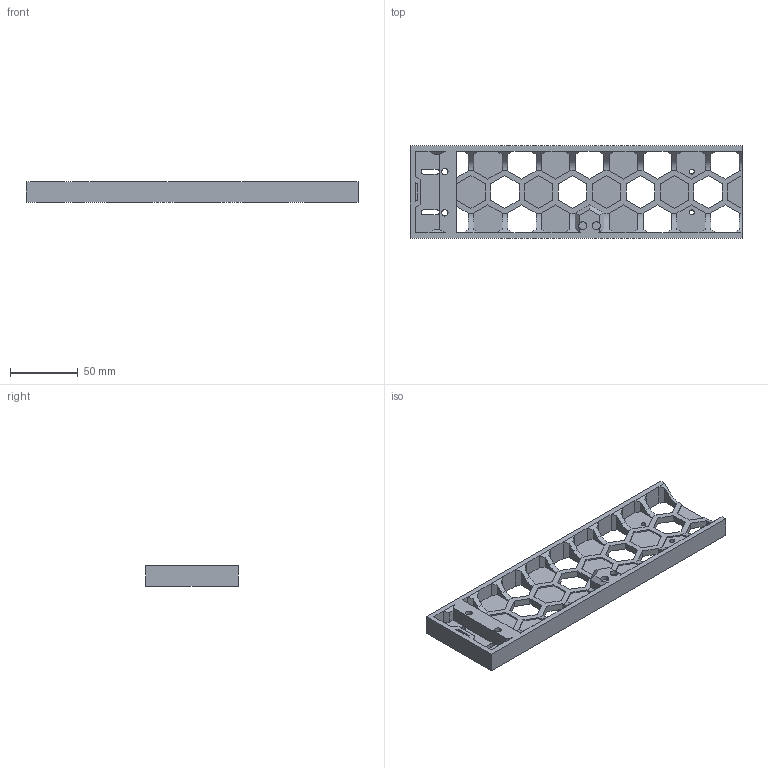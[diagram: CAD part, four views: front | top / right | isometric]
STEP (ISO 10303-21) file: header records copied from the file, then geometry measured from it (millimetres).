
FILE_DESCRIPTION(/* description */ (''),/* implementation_level */ '2;1');
FILE_NAME(/* name */ 'Skirt_FrontLeft.step',/* time_stamp */ '2022-01-08T18:14:33+01:00',/* author */ (''),/* organization */ (''),/* preprocessor_version */ 'ST-DEVELOPER v18.1',/* originating_system */ 'Autodesk Translation Framework v10.10.0.1391',/* authorisation */ '');
FILE_SCHEMA (('AUTOMOTIVE_DESIGN { 1 0 10303 214 3 1 1 }'));
Length unit declared in the file: millimetre
Products named in the file (1): (Unsaved)
Bounding box: 245 x 68 x 15 mm (x, y, z)
Volume: 93532.1 mm3; surface area: 47161.5 mm2
Topology: 1 solids, 1 shells, 273 faces, 783 edges, 509 vertices
Faces by surface type: plane 245, cylinder 28
Full cylindrical faces by diameter (mm): 3.6 x2, 4.7 x2, 6 x2
Entity records: 8861 total; most frequent: ORIENTED_EDGE 1566, CARTESIAN_POINT 1566, DIRECTION 1391, EDGE_CURVE 783, LINE 723, VECTOR 723, VERTEX_POINT 509, AXIS2_PLACEMENT_3D 334
